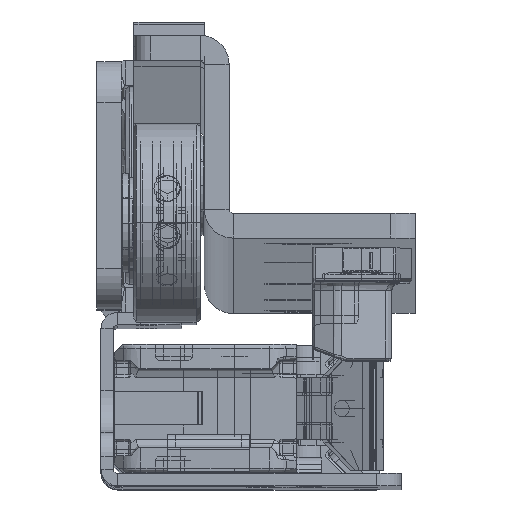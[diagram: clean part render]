
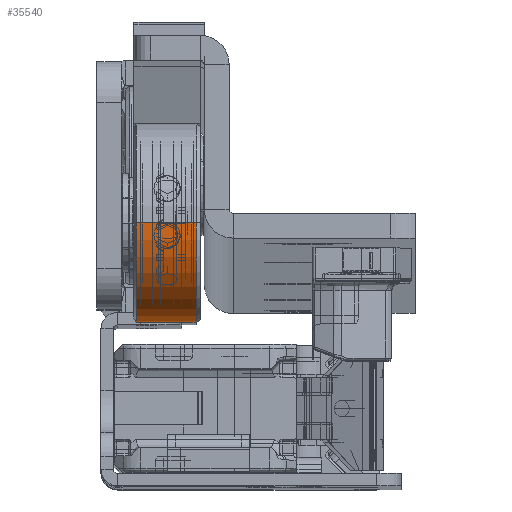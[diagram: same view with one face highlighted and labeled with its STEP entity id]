
A CAD part, top view. The second image highlights one B-rep face of the part: STEP entity #35540.
In plain terms, the highlighted cylindrical face has radius 12 mm (diameter 24 mm), a partial arc.
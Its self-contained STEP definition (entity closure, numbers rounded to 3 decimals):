
#1099 = CARTESIAN_POINT ( 'NONE',  ( 0.5, 0., 12. ) ) ;
#1148 = VERTEX_POINT ( 'NONE', #11102 ) ;
#6051 = LINE ( 'NONE', #47592, #107290 ) ;
#8042 = CARTESIAN_POINT ( 'NONE',  ( 0.5, 0., -12. ) ) ;
#11102 = CARTESIAN_POINT ( 'NONE',  ( 7.711, 0., -12. ) ) ;
#13789 = VERTEX_POINT ( 'NONE', #78512 ) ;
#15816 = DIRECTION ( 'NONE',  ( -1., 0., 0. ) ) ;
#18685 = DIRECTION ( 'NONE',  ( 0., 0., 1. ) ) ;
#18861 = CIRCLE ( 'NONE', #88504, 12. ) ;
#19361 = CARTESIAN_POINT ( 'NONE',  ( 7.711, 0., 0. ) ) ;
#22288 = EDGE_LOOP ( 'NONE', ( #64989, #88931, #74210, #120169 ) ) ;
#24838 = DIRECTION ( 'NONE',  ( 1., 0., 0. ) ) ;
#26773 = LINE ( 'NONE', #28116, #74118 ) ;
#28116 = CARTESIAN_POINT ( 'NONE',  ( 0., 0., 12. ) ) ;
#35540 = ADVANCED_FACE ( 'NONE', ( #125297 ), #102246, .T. ) ;
#38524 = EDGE_CURVE ( 'NONE', #13789, #1148, #18861, .T. ) ;
#41506 = DIRECTION ( 'NONE',  ( -1., 0., 0. ) ) ;
#46548 = DIRECTION ( 'NONE',  ( 0., 0., -1. ) ) ;
#47592 = CARTESIAN_POINT ( 'NONE',  ( 0., 0., -12. ) ) ;
#64989 = ORIENTED_EDGE ( 'NONE', *, *, #38524, .T. ) ;
#73651 = EDGE_CURVE ( 'NONE', #13789, #99194, #26773, .T. ) ;
#74118 = VECTOR ( 'NONE', #15816, 1000. ) ;
#74210 = ORIENTED_EDGE ( 'NONE', *, *, #86335, .T. ) ;
#78512 = CARTESIAN_POINT ( 'NONE',  ( 7.711, 0., 12. ) ) ;
#81847 = CARTESIAN_POINT ( 'NONE',  ( 0., 0., 0. ) ) ;
#86335 = EDGE_CURVE ( 'NONE', #122094, #99194, #122459, .T. ) ;
#87141 = EDGE_CURVE ( 'NONE', #1148, #122094, #6051, .T. ) ;
#88504 = AXIS2_PLACEMENT_3D ( 'NONE', #19361, #92901, #18685 ) ;
#88931 = ORIENTED_EDGE ( 'NONE', *, *, #87141, .T. ) ;
#92901 = DIRECTION ( 'NONE',  ( -1., 0., 0. ) ) ;
#94661 = DIRECTION ( 'NONE',  ( 0., 0., 1. ) ) ;
#96351 = CARTESIAN_POINT ( 'NONE',  ( 0.5, 0., 0. ) ) ;
#99194 = VERTEX_POINT ( 'NONE', #1099 ) ;
#101135 = AXIS2_PLACEMENT_3D ( 'NONE', #81847, #41506, #94661 ) ;
#102246 = CYLINDRICAL_SURFACE ( 'NONE', #101135, 12. ) ;
#107198 = AXIS2_PLACEMENT_3D ( 'NONE', #96351, #24838, #46548 ) ;
#107290 = VECTOR ( 'NONE', #134694, 1000. ) ;
#120169 = ORIENTED_EDGE ( 'NONE', *, *, #73651, .F. ) ;
#122094 = VERTEX_POINT ( 'NONE', #8042 ) ;
#122459 = CIRCLE ( 'NONE', #107198, 12. ) ;
#125297 = FACE_OUTER_BOUND ( 'NONE', #22288, .T. ) ;
#134694 = DIRECTION ( 'NONE',  ( -1., 0., 0. ) ) ;
